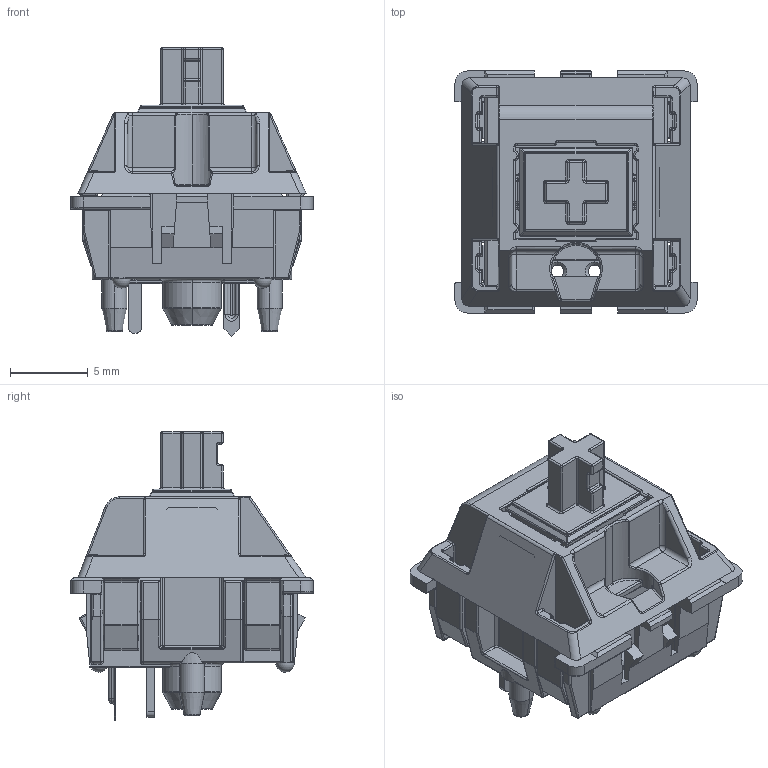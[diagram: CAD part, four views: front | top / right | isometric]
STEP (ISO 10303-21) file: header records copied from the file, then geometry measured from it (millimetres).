
FILE_DESCRIPTION(('FreeCAD Model'),'2;1');
FILE_NAME('Open CASCADE Shape Model','2021-01-31T10:54:45',( 'kicad StepUp'),('ksu MCAD'),'Open CASCADE STEP processor 7.4', 'FreeCAD','Unknown');
FILE_SCHEMA(('AUTOMOTIVE_DESIGN { 1 0 10303 214 1 1 1 1 }'));
Length unit declared in the file: millimetre
Products named in the file (1): Cherry_MX_Switch_cp005_cp
Bounding box: 15.6 x 15.6 x 18.6 mm (x, y, z)
Volume: 1083.4 mm3; surface area: 2619.5 mm2
Topology: 5 solids, 5 shells, 1530 faces, 3679 edges, 2056 vertices
Faces by surface type: cylinder 679, plane 424, torus 209, sphere 113, bspline 59, revolution 36, cone 10
Entity records: 55131 total; most frequent: CARTESIAN_POINT 9699, DIRECTION 7620, ORIENTED_EDGE 7140, EDGE_CURVE 3570, AXIS2_PLACEMENT_3D 2870, VERTEX_POINT 2056, LINE 1844, VECTOR 1844
